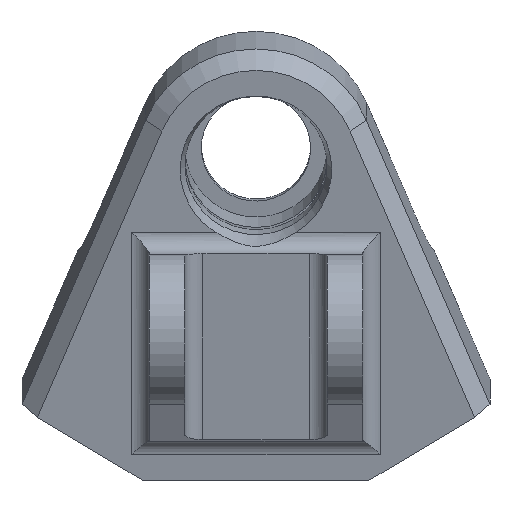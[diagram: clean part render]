
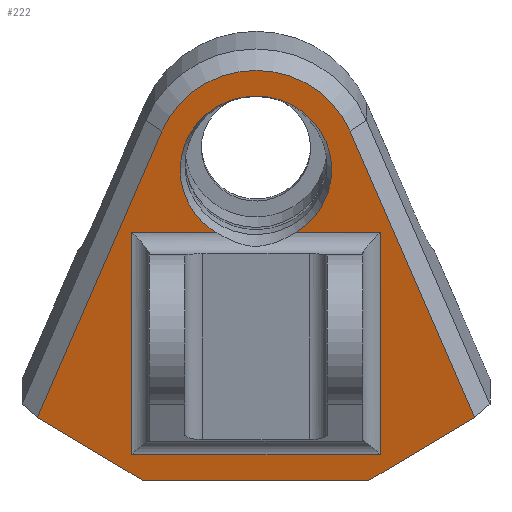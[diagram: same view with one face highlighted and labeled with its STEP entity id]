
A CAD part, top view. The second image highlights one B-rep face of the part: STEP entity #222.
In plain terms, the highlighted planar face has unit normal (0, -0.235, 0.972).
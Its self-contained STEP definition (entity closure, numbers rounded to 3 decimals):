
#57=CARTESIAN_POINT('Axis2P3D Location',(-7.04,543.121,386.376)) ;
#61=CARTESIAN_POINT('Vertex',(-14.531,547.098,387.337)) ;
#63=CARTESIAN_POINT('Vertex',(0.451,539.143,385.415)) ;
#92=CARTESIAN_POINT('Axis2P3D Location',(0.,-58.254,241.033)) ;
#97=CARTESIAN_POINT('Line Origine',(10.569,531.358,383.533)) ;
#101=CARTESIAN_POINT('Vertex',(3.55,547.478,387.429)) ;
#103=CARTESIAN_POINT('Vertex',(17.588,515.239,379.638)) ;
#106=CARTESIAN_POINT('Axis2P3D Location',(-7.04,543.121,386.376)) ;
#110=CARTESIAN_POINT('Vertex',(-17.632,547.475,387.429)) ;
#113=CARTESIAN_POINT('Line Origine',(-24.647,531.354,383.532)) ;
#117=CARTESIAN_POINT('Vertex',(-31.662,515.233,379.636)) ;
#120=CARTESIAN_POINT('Line Origine',(-25.705,511.68,378.777)) ;
#124=CARTESIAN_POINT('Vertex',(-19.749,508.127,377.919)) ;
#127=CARTESIAN_POINT('Line Origine',(-7.036,508.128,377.919)) ;
#131=CARTESIAN_POINT('Vertex',(5.678,508.13,377.919)) ;
#134=CARTESIAN_POINT('Line Origine',(11.633,511.684,378.778)) ;
#147=CARTESIAN_POINT('Line Origine',(-21.04,523.574,381.652)) ;
#151=CARTESIAN_POINT('Vertex',(-21.04,536.093,384.678)) ;
#153=CARTESIAN_POINT('Vertex',(-21.04,511.055,378.626)) ;
#156=CARTESIAN_POINT('Line Origine',(-16.309,536.093,384.678)) ;
#160=CARTESIAN_POINT('Vertex',(-11.577,536.093,384.678)) ;
#164=CARTESIAN_POINT('Control Point',(-14.531,547.098,387.337)) ;
#165=CARTESIAN_POINT('Control Point',(-14.943,546.366,387.16)) ;
#166=CARTESIAN_POINT('Control Point',(-15.26,545.583,386.971)) ;
#167=CARTESIAN_POINT('Control Point',(-15.473,544.765,386.774)) ;
#168=CARTESIAN_POINT('Control Point',(-15.684,543.095,386.37)) ;
#169=CARTESIAN_POINT('Control Point',(-15.463,541.426,385.967)) ;
#170=CARTESIAN_POINT('Control Point',(-15.244,540.61,385.769)) ;
#171=CARTESIAN_POINT('Control Point',(-14.6,539.048,385.392)) ;
#172=CARTESIAN_POINT('Control Point',(-13.579,537.689,385.063)) ;
#173=CARTESIAN_POINT('Control Point',(-12.982,537.076,384.915)) ;
#174=CARTESIAN_POINT('Control Point',(-12.311,536.542,384.786)) ;
#175=CARTESIAN_POINT('Control Point',(-11.583,536.096,384.678)) ;
#176=CARTESIAN_POINT('Control Point',(-11.581,536.095,384.678)) ;
#177=CARTESIAN_POINT('Control Point',(-11.579,536.094,384.678)) ;
#178=CARTESIAN_POINT('Control Point',(-11.577,536.093,384.678)) ;
#181=CARTESIAN_POINT('Control Point',(-2.503,536.093,384.678)) ;
#182=CARTESIAN_POINT('Control Point',(-1.776,536.536,384.785)) ;
#183=CARTESIAN_POINT('Control Point',(-1.105,537.069,384.914)) ;
#184=CARTESIAN_POINT('Control Point',(-0.508,537.681,385.062)) ;
#185=CARTESIAN_POINT('Control Point',(0.011,538.37,385.228)) ;
#186=CARTESIAN_POINT('Control Point',(0.433,539.111,385.407)) ;
#187=CARTESIAN_POINT('Control Point',(0.439,539.121,385.41)) ;
#188=CARTESIAN_POINT('Control Point',(0.445,539.132,385.412)) ;
#189=CARTESIAN_POINT('Control Point',(0.451,539.143,385.415)) ;
#190=CARTESIAN_POINT('Vertex',(-2.503,536.093,384.678)) ;
#193=CARTESIAN_POINT('Line Origine',(2.229,536.093,384.678)) ;
#197=CARTESIAN_POINT('Vertex',(6.96,536.093,384.678)) ;
#200=CARTESIAN_POINT('Line Origine',(6.96,523.574,381.652)) ;
#204=CARTESIAN_POINT('Vertex',(6.96,511.055,378.626)) ;
#207=CARTESIAN_POINT('Line Origine',(-7.04,511.055,378.626)) ;
#58=DIRECTION('Axis2P3D Direction',(0.,-0.235,0.972)) ;
#93=DIRECTION('Axis2P3D Direction',(0.,0.235,-0.972)) ;
#94=DIRECTION('Axis2P3D XDirection',(-1.,0.,0.)) ;
#98=DIRECTION('Vector Direction',(0.39,-0.895,-0.216)) ;
#107=DIRECTION('Axis2P3D Direction',(0.,0.235,-0.972)) ;
#114=DIRECTION('Vector Direction',(0.39,0.895,0.216)) ;
#121=DIRECTION('Vector Direction',(-0.852,0.508,0.123)) ;
#128=DIRECTION('Vector Direction',(-1.,0.,0.)) ;
#135=DIRECTION('Vector Direction',(-0.852,-0.509,-0.123)) ;
#148=DIRECTION('Vector Direction',(0.,-0.972,-0.235)) ;
#157=DIRECTION('Vector Direction',(-1.,0.,0.)) ;
#194=DIRECTION('Vector Direction',(-1.,0.,0.)) ;
#201=DIRECTION('Vector Direction',(0.,-0.972,-0.235)) ;
#208=DIRECTION('Vector Direction',(-1.,0.,0.)) ;
#59=AXIS2_PLACEMENT_3D('Circle Axis2P3D',#57,#58,$) ;
#95=AXIS2_PLACEMENT_3D('Plane Axis2P3D',#92,#93,#94) ;
#108=AXIS2_PLACEMENT_3D('Circle Axis2P3D',#106,#107,$) ;
#140=ORIENTED_EDGE('',*,*,#105,.F.) ;
#141=ORIENTED_EDGE('',*,*,#112,.F.) ;
#142=ORIENTED_EDGE('',*,*,#119,.F.) ;
#143=ORIENTED_EDGE('',*,*,#126,.F.) ;
#144=ORIENTED_EDGE('',*,*,#133,.F.) ;
#145=ORIENTED_EDGE('',*,*,#138,.F.) ;
#213=ORIENTED_EDGE('',*,*,#155,.F.) ;
#214=ORIENTED_EDGE('',*,*,#162,.T.) ;
#215=ORIENTED_EDGE('',*,*,#179,.T.) ;
#216=ORIENTED_EDGE('',*,*,#65,.T.) ;
#217=ORIENTED_EDGE('',*,*,#192,.T.) ;
#218=ORIENTED_EDGE('',*,*,#199,.F.) ;
#219=ORIENTED_EDGE('',*,*,#206,.T.) ;
#220=ORIENTED_EDGE('',*,*,#211,.T.) ;
#221=FACE_BOUND('',#212,.T.) ;
#99=VECTOR('Line Direction',#98,1.) ;
#115=VECTOR('Line Direction',#114,1.) ;
#122=VECTOR('Line Direction',#121,1.) ;
#129=VECTOR('Line Direction',#128,1.) ;
#136=VECTOR('Line Direction',#135,1.) ;
#149=VECTOR('Line Direction',#148,1.) ;
#158=VECTOR('Line Direction',#157,1.) ;
#195=VECTOR('Line Direction',#194,1.) ;
#202=VECTOR('Line Direction',#201,1.) ;
#209=VECTOR('Line Direction',#208,1.) ;
#222=ADVANCED_FACE('Corps principal',(#146,#221),#96,.F.) ;
#163=B_SPLINE_CURVE_WITH_KNOTS('',5,(#164,#165,#166,#167,#168,#169,#170,#171,#172,#173,#174,#175,#176,#177,#178),.UNSPECIFIED.,.F.,.U.,(6,3,3,3,6),(0.,6.072,12.145,18.217,18.233),.UNSPECIFIED.) ;
#180=B_SPLINE_CURVE_WITH_KNOTS('',5,(#181,#182,#183,#184,#185,#186,#187,#188,#189),.UNSPECIFIED.,.F.,.U.,(6,3,6),(0.,6.072,6.161),.UNSPECIFIED.) ;
#60=CIRCLE('generated circle',#59,8.536) ;
#109=CIRCLE('generated circle',#108,11.5) ;
#65=EDGE_CURVE('',#62,#64,#60,.F.) ;
#105=EDGE_CURVE('',#102,#104,#100,.T.) ;
#112=EDGE_CURVE('',#111,#102,#109,.T.) ;
#119=EDGE_CURVE('',#118,#111,#116,.T.) ;
#126=EDGE_CURVE('',#125,#118,#123,.T.) ;
#133=EDGE_CURVE('',#132,#125,#130,.T.) ;
#138=EDGE_CURVE('',#104,#132,#137,.T.) ;
#155=EDGE_CURVE('',#152,#154,#150,.T.) ;
#162=EDGE_CURVE('',#152,#161,#159,.F.) ;
#179=EDGE_CURVE('',#161,#62,#163,.F.) ;
#192=EDGE_CURVE('',#64,#191,#180,.F.) ;
#199=EDGE_CURVE('',#198,#191,#196,.T.) ;
#206=EDGE_CURVE('',#198,#205,#203,.T.) ;
#211=EDGE_CURVE('',#205,#154,#210,.T.) ;
#139=EDGE_LOOP('',(#140,#141,#142,#143,#144,#145)) ;
#212=EDGE_LOOP('',(#213,#214,#215,#216,#217,#218,#219,#220)) ;
#146=FACE_OUTER_BOUND('',#139,.T.) ;
#100=LINE('Line',#97,#99) ;
#116=LINE('Line',#113,#115) ;
#123=LINE('Line',#120,#122) ;
#130=LINE('Line',#127,#129) ;
#137=LINE('Line',#134,#136) ;
#150=LINE('Line',#147,#149) ;
#159=LINE('Line',#156,#158) ;
#196=LINE('Line',#193,#195) ;
#203=LINE('Line',#200,#202) ;
#210=LINE('Line',#207,#209) ;
#96=PLANE('Plane',#95) ;
#62=VERTEX_POINT('',#61) ;
#64=VERTEX_POINT('',#63) ;
#102=VERTEX_POINT('',#101) ;
#104=VERTEX_POINT('',#103) ;
#111=VERTEX_POINT('',#110) ;
#118=VERTEX_POINT('',#117) ;
#125=VERTEX_POINT('',#124) ;
#132=VERTEX_POINT('',#131) ;
#152=VERTEX_POINT('',#151) ;
#154=VERTEX_POINT('',#153) ;
#161=VERTEX_POINT('',#160) ;
#191=VERTEX_POINT('',#190) ;
#198=VERTEX_POINT('',#197) ;
#205=VERTEX_POINT('',#204) ;
